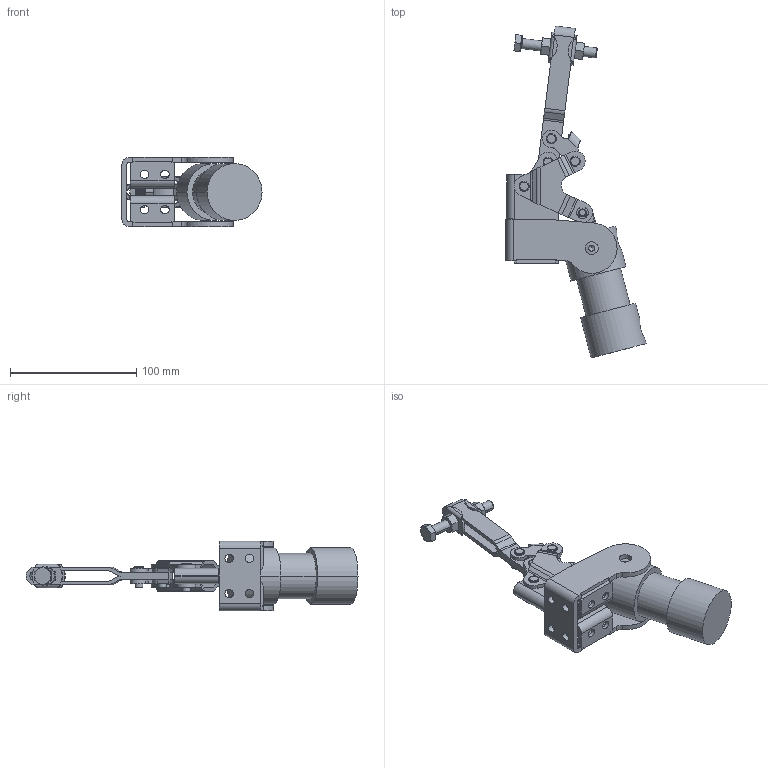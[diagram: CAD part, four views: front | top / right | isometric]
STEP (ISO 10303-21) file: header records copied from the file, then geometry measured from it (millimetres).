
FILE_DESCRIPTION((''),'2;1');
FILE_NAME('713-opened.stp','2005-09-28T10:37:45',('CAD'),(''),'Autodesk Inventor 8','Autodesk Inventor 8','');
FILE_SCHEMA(('AUTOMOTIVE_DESIGN { 1 0 10303 214 1 1 1 1 }'));
Length unit declared in the file: millimetre
Products named in the file (20): R713D1-OTEVØENÁ; 713R01D1; Welds_4; 713-01D1XD01; 713-01D1XD02; 213.0-02D1; 713-03E1; 213.0-04D1; Part1; N 6x15 [D=8][d=6][d1=4,2][L=15][k=1,2][L1=3][R1=0,5][R=0,6]; N 6x21 [D=8][d=6][d1=4,2][L=21][k=1,2][L1=3][R1=0,5][R=0,6]; P 8x6x6 [D=8,25 mm][d=6,04 mm][L=5,8 mm]; P 8x6x12 [D=8,25 mm][d=6,04 mm][L=11,8 mm]; Šroub se šestihrannou hlavou ISO 4017 - M8x60; Matice ISO 4032 M8; VÁLEC PV32-55; 713-06E1; Podložka DIN 125-A 6; 713-07E1; Kroužek 4 DIN 6799
Assembly tree (27 placements, depth 3):
  R713D1-OTEVØENÁ
    713R01D1
      Welds_4
      713-01D1XD01
      713-01D1XD02
    213.0-02D1
    713-03E1
    213.0-04D1
    Part1  x2
    N 6x15 [D=8][d=6][d1=4,2][L=15][k=1,2][L1=3][R1=0,5][R=0,6]  x2
    N 6x21 [D=8][d=6][d1=4,2][L=21][k=1,2][L1=3][R1=0,5][R=0,6]  x2
    P 8x6x6 [D=8,25 mm][d=6,04 mm][L=5,8 mm]  x2
    P 8x6x12 [D=8,25 mm][d=6,04 mm][L=11,8 mm]  x2
    Šroub se šestihrannou hlavou ISO 4017 - M8x60
    Matice ISO 4032 M8  x2
    VÁLEC PV32-55
    713-06E1
    Podložka DIN 125-A 6  x2
    713-07E1
    Kroužek 4 DIN 6799  x2
Bounding box: 111 x 262.86 x 55 mm (x, y, z)
Volume: 218776.8 mm3; surface area: 80841.2 mm2
Topology: 25 solids, 25 shells, 1324 faces, 3113 edges, 1844 vertices
Faces by surface type: plane 454, cone 350, cylinder 329, bspline 181, torus 8, sphere 2
Entity records: 29457 total; most frequent: CARTESIAN_POINT 10237, ORIENTED_EDGE 4052, DIRECTION 3896, EDGE_CURVE 2026, AXIS2_PLACEMENT_3D 1524, VERTEX_POINT 1232, EDGE_LOOP 928, VECTOR 848
